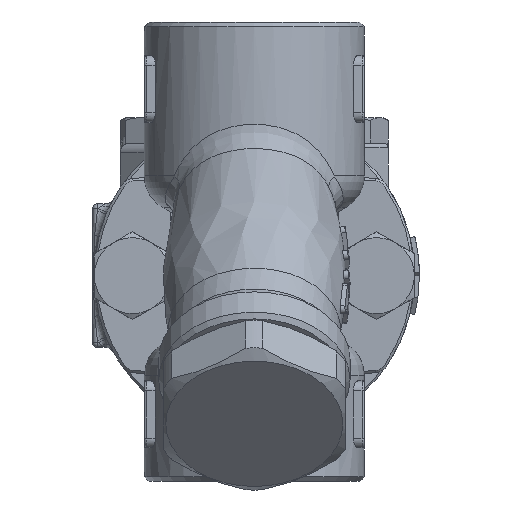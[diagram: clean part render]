
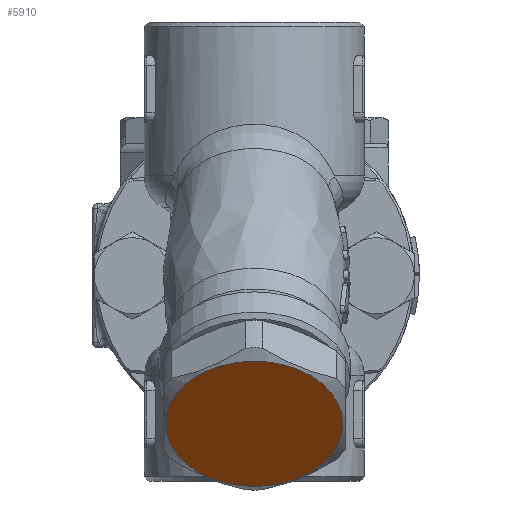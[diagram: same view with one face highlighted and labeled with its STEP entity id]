
A CAD part, left-side view. The second image highlights one B-rep face of the part: STEP entity #5910.
In plain terms, the highlighted planar face has unit normal (-0.707, 0, -0.707).
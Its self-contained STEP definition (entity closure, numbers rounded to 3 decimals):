
#5520=CARTESIAN_POINT('',(-155.244,0.0,-33.381));
#5521=VERTEX_POINT('',#5520);
#5522=CARTESIAN_POINT('',(-142.163,0.0,-46.463));
#5523=DIRECTION('',(-0.707,0.,-0.707));
#5524=DIRECTION('',(-0.707,0.0,0.707));
#5525=AXIS2_PLACEMENT_3D('',#5522,#5523,#5524);
#5526=CIRCLE('',#5525,18.5);
#5527=EDGE_CURVE('',#5521,#5521,#5526,.T.);
#5902=CARTESIAN_POINT('',(-142.163,0.,-46.463));
#5903=DIRECTION('',(0.707,0.,0.707));
#5904=DIRECTION('',(0.707,0.,-0.707));
#5905=AXIS2_PLACEMENT_3D('',#5902,#5903,#5904);
#5906=PLANE('',#5905);
#5907=ORIENTED_EDGE('',*,*,#5527,.T.);
#5908=EDGE_LOOP('',(#5907));
#5909=FACE_OUTER_BOUND('',#5908,.T.);
#5910=ADVANCED_FACE('',(#5909),#5906,.F.);
